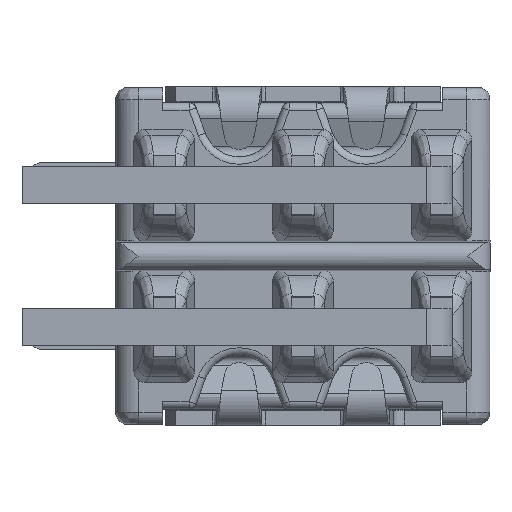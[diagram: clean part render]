
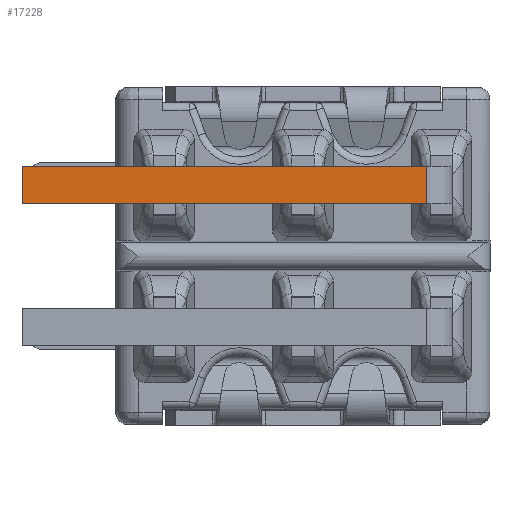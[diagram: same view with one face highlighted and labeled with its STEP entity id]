
A CAD part, front view. The second image highlights one B-rep face of the part: STEP entity #17228.
In plain terms, the highlighted planar face has unit normal (0, -1, 0).
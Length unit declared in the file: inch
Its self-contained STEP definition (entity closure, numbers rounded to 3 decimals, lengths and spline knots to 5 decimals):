
#1978=LINE('',#29653,#3930);
#1980=LINE('',#29657,#3932);
#1981=LINE('',#29659,#3933);
#1982=LINE('',#29661,#3934);
#3930=VECTOR('',#22127,39.37008);
#3932=VECTOR('',#22131,39.37008);
#3933=VECTOR('',#22132,39.37008);
#3934=VECTOR('',#22133,39.37008);
#4988=PLANE('',#18374);
#8837=ORIENTED_EDGE('',*,*,#12177,.T.);
#8838=ORIENTED_EDGE('',*,*,#12175,.F.);
#8839=ORIENTED_EDGE('',*,*,#12178,.F.);
#8840=ORIENTED_EDGE('',*,*,#12179,.T.);
#12175=EDGE_CURVE('',#14013,#14014,#1978,.T.);
#12177=EDGE_CURVE('',#14015,#14014,#1980,.T.);
#12178=EDGE_CURVE('',#14016,#14013,#1981,.T.);
#12179=EDGE_CURVE('',#14016,#14015,#1982,.T.);
#14013=VERTEX_POINT('',#29652);
#14014=VERTEX_POINT('',#29654);
#14015=VERTEX_POINT('',#29658);
#14016=VERTEX_POINT('',#29660);
#15309=EDGE_LOOP('',(#8837,#8838,#8839,#8840));
#16281=FACE_BOUND('',#15309,.T.);
#17228=ADVANCED_FACE('',(#16281),#4988,.T.);
#18374=AXIS2_PLACEMENT_3D('',#29656,#22129,#22130);
#22127=DIRECTION('',(0.,0.,1.));
#22129=DIRECTION('',(0.,-1.,0.));
#22130=DIRECTION('',(0.,0.,-1.));
#22131=DIRECTION('',(-1.,0.,0.));
#22132=DIRECTION('',(-1.,0.,0.));
#22133=DIRECTION('',(0.,0.,1.));
#29652=CARTESIAN_POINT('',(-0.375,-0.62175,0.07));
#29653=CARTESIAN_POINT('',(-0.375,-0.62175,0.095));
#29654=CARTESIAN_POINT('',(-0.375,-0.62175,0.12));
#29656=CARTESIAN_POINT('',(0.165,-0.62175,-0.12));
#29657=CARTESIAN_POINT('',(0.165,-0.62175,0.12));
#29658=CARTESIAN_POINT('',(0.165,-0.62175,0.12));
#29659=CARTESIAN_POINT('',(-0.2,-0.62175,0.07));
#29660=CARTESIAN_POINT('',(0.165,-0.62175,0.07));
#29661=CARTESIAN_POINT('',(0.165,-0.62175,0.905));
